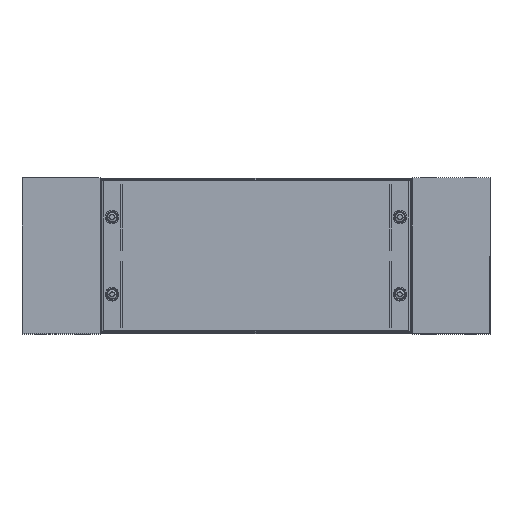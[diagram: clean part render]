
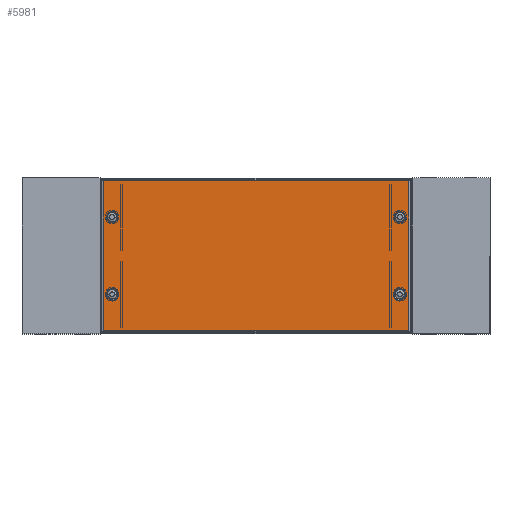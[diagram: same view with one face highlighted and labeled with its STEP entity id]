
A CAD part, top view. The second image highlights one B-rep face of the part: STEP entity #5981.
In plain terms, the highlighted planar face has unit normal (0, 0, 1).
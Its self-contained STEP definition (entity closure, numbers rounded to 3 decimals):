
#90 = DIRECTION ( 'NONE',  ( -1., 0., 0. ) ) ;
#196 = ORIENTED_EDGE ( 'NONE', *, *, #3213, .T. ) ;
#244 = AXIS2_PLACEMENT_3D ( 'NONE', #997, #4799, #1542 ) ;
#301 = AXIS2_PLACEMENT_3D ( 'NONE', #2493, #6305, #3035 ) ;
#384 = VECTOR ( 'NONE', #1421, 1000. ) ;
#405 = CARTESIAN_POINT ( 'NONE',  ( 192.009, 49.5, 0.75 ) ) ;
#553 = LINE ( 'NONE', #4675, #384 ) ;
#595 = FACE_BOUND ( 'NONE', #2554, .T. ) ;
#701 = ORIENTED_EDGE ( 'NONE', *, *, #1676, .T. ) ;
#772 = VERTEX_POINT ( 'NONE', #1755 ) ;
#927 = CARTESIAN_POINT ( 'NONE',  ( 0., 0., 0.75 ) ) ;
#997 = CARTESIAN_POINT ( 'NONE',  ( 184.5, -49.5, 0.75 ) ) ;
#1041 = CARTESIAN_POINT ( 'NONE',  ( -196., -96., 0.75 ) ) ;
#1189 = EDGE_CURVE ( 'NONE', #2248, #3739, #4213, .T. ) ;
#1213 = CARTESIAN_POINT ( 'NONE',  ( 176.991, 49.5, 0.75 ) ) ;
#1273 = ORIENTED_EDGE ( 'NONE', *, *, #3388, .T. ) ;
#1309 = VECTOR ( 'NONE', #90, 1000. ) ;
#1379 = ORIENTED_EDGE ( 'NONE', *, *, #1437, .T. ) ;
#1421 = DIRECTION ( 'NONE',  ( 0., -1., 0. ) ) ;
#1437 = EDGE_CURVE ( 'NONE', #6531, #3970, #2755, .T. ) ;
#1460 = CARTESIAN_POINT ( 'NONE',  ( 192.009, -49.5, 0.75 ) ) ;
#1471 = VERTEX_POINT ( 'NONE', #1213 ) ;
#1478 = DIRECTION ( 'NONE',  ( 0., 0., -1. ) ) ;
#1517 = EDGE_CURVE ( 'NONE', #3064, #772, #6756, .T. ) ;
#1532 = ORIENTED_EDGE ( 'NONE', *, *, #2355, .T. ) ;
#1542 = DIRECTION ( 'NONE',  ( -1., 0., 0. ) ) ;
#1644 = EDGE_LOOP ( 'NONE', ( #1273, #2392 ) ) ;
#1676 = EDGE_CURVE ( 'NONE', #3970, #2248, #553, .T. ) ;
#1696 = CIRCLE ( 'NONE', #6861, 7.509 ) ;
#1755 = CARTESIAN_POINT ( 'NONE',  ( -192.009, -49.5, 0.75 ) ) ;
#1824 = DIRECTION ( 'NONE',  ( 0., 0., -1. ) ) ;
#1923 = DIRECTION ( 'NONE',  ( 0., 0., -1. ) ) ;
#1945 = CARTESIAN_POINT ( 'NONE',  ( 196., 96., 0.75 ) ) ;
#1995 = EDGE_LOOP ( 'NONE', ( #3774, #4937 ) ) ;
#2048 = FACE_BOUND ( 'NONE', #3976, .T. ) ;
#2063 = DIRECTION ( 'NONE',  ( 0., 0., -1. ) ) ;
#2151 = AXIS2_PLACEMENT_3D ( 'NONE', #5922, #2675, #6491 ) ;
#2217 = EDGE_CURVE ( 'NONE', #1471, #3338, #6318, .T. ) ;
#2222 = DIRECTION ( 'NONE',  ( 0., 1., 0. ) ) ;
#2248 = VERTEX_POINT ( 'NONE', #1041 ) ;
#2322 = AXIS2_PLACEMENT_3D ( 'NONE', #5068, #1824, #5594 ) ;
#2355 = EDGE_CURVE ( 'NONE', #3739, #6531, #5445, .T. ) ;
#2392 = ORIENTED_EDGE ( 'NONE', *, *, #4397, .T. ) ;
#2403 = CARTESIAN_POINT ( 'NONE',  ( -184.5, 49.5, 0.75 ) ) ;
#2441 = CARTESIAN_POINT ( 'NONE',  ( -184.5, -49.5, 0.75 ) ) ;
#2448 = CARTESIAN_POINT ( 'NONE',  ( 196., -96., 0.75 ) ) ;
#2493 = CARTESIAN_POINT ( 'NONE',  ( 184.5, -49.5, 0.75 ) ) ;
#2554 = EDGE_LOOP ( 'NONE', ( #5885, #3135 ) ) ;
#2675 = DIRECTION ( 'NONE',  ( 0., 0., -1. ) ) ;
#2755 = LINE ( 'NONE', #6088, #1309 ) ;
#2942 = DIRECTION ( 'NONE',  ( -1., 0., 0. ) ) ;
#2957 = VECTOR ( 'NONE', #4234, 1000. ) ;
#2992 = DIRECTION ( 'NONE',  ( -1., 0., 0. ) ) ;
#3035 = DIRECTION ( 'NONE',  ( -1., 0., 0. ) ) ;
#3062 = VERTEX_POINT ( 'NONE', #5557 ) ;
#3064 = VERTEX_POINT ( 'NONE', #4486 ) ;
#3135 = ORIENTED_EDGE ( 'NONE', *, *, #7022, .T. ) ;
#3182 = EDGE_CURVE ( 'NONE', #3062, #6959, #4048, .T. ) ;
#3213 = EDGE_CURVE ( 'NONE', #772, #3064, #3220, .T. ) ;
#3220 = CIRCLE ( 'NONE', #6697, 7.509 ) ;
#3296 = FACE_BOUND ( 'NONE', #1995, .T. ) ;
#3338 = VERTEX_POINT ( 'NONE', #405 ) ;
#3388 = EDGE_CURVE ( 'NONE', #3810, #3721, #5844, .T. ) ;
#3469 = FACE_OUTER_BOUND ( 'NONE', #5227, .T. ) ;
#3721 = VERTEX_POINT ( 'NONE', #5158 ) ;
#3739 = VERTEX_POINT ( 'NONE', #2448 ) ;
#3774 = ORIENTED_EDGE ( 'NONE', *, *, #5996, .T. ) ;
#3776 = AXIS2_PLACEMENT_3D ( 'NONE', #2403, #6203, #2942 ) ;
#3810 = VERTEX_POINT ( 'NONE', #1460 ) ;
#3921 = ORIENTED_EDGE ( 'NONE', *, *, #1517, .T. ) ;
#3970 = VERTEX_POINT ( 'NONE', #5367 ) ;
#3976 = EDGE_LOOP ( 'NONE', ( #3921, #196 ) ) ;
#4048 = CIRCLE ( 'NONE', #3776, 7.509 ) ;
#4213 = LINE ( 'NONE', #4806, #2957 ) ;
#4234 = DIRECTION ( 'NONE',  ( 1., 0., 0. ) ) ;
#4397 = EDGE_CURVE ( 'NONE', #3721, #3810, #4981, .T. ) ;
#4486 = CARTESIAN_POINT ( 'NONE',  ( -176.991, -49.5, 0.75 ) ) ;
#4594 = AXIS2_PLACEMENT_3D ( 'NONE', #5152, #1923, #5690 ) ;
#4675 = CARTESIAN_POINT ( 'NONE',  ( -196., 0., 0.75 ) ) ;
#4734 = PLANE ( 'NONE',  #6516 ) ;
#4749 = FACE_BOUND ( 'NONE', #1644, .T. ) ;
#4799 = DIRECTION ( 'NONE',  ( 0., 0., -1. ) ) ;
#4806 = CARTESIAN_POINT ( 'NONE',  ( 0., -96., 0.75 ) ) ;
#4933 = CARTESIAN_POINT ( 'NONE',  ( 196., 0., 0.75 ) ) ;
#4937 = ORIENTED_EDGE ( 'NONE', *, *, #2217, .T. ) ;
#4981 = CIRCLE ( 'NONE', #301, 7.509 ) ;
#5067 = CARTESIAN_POINT ( 'NONE',  ( -192.009, 49.5, 0.75 ) ) ;
#5068 = CARTESIAN_POINT ( 'NONE',  ( -184.5, -49.5, 0.75 ) ) ;
#5152 = CARTESIAN_POINT ( 'NONE',  ( -184.5, 49.5, 0.75 ) ) ;
#5158 = CARTESIAN_POINT ( 'NONE',  ( 176.991, -49.5, 0.75 ) ) ;
#5227 = EDGE_LOOP ( 'NONE', ( #1379, #701, #5705, #1532 ) ) ;
#5262 = DIRECTION ( 'NONE',  ( -1., 0., 0. ) ) ;
#5293 = CARTESIAN_POINT ( 'NONE',  ( 184.5, 49.5, 0.75 ) ) ;
#5367 = CARTESIAN_POINT ( 'NONE',  ( -196., 96., 0.75 ) ) ;
#5445 = LINE ( 'NONE', #4933, #6897 ) ;
#5557 = CARTESIAN_POINT ( 'NONE',  ( -176.991, 49.5, 0.75 ) ) ;
#5594 = DIRECTION ( 'NONE',  ( -1., 0., 0. ) ) ;
#5690 = DIRECTION ( 'NONE',  ( -1., 0., 0. ) ) ;
#5705 = ORIENTED_EDGE ( 'NONE', *, *, #1189, .T. ) ;
#5835 = DIRECTION ( 'NONE',  ( -1., 0., 0. ) ) ;
#5844 = CIRCLE ( 'NONE', #244, 7.509 ) ;
#5885 = ORIENTED_EDGE ( 'NONE', *, *, #3182, .T. ) ;
#5922 = CARTESIAN_POINT ( 'NONE',  ( 184.5, 49.5, 0.75 ) ) ;
#5981 = ADVANCED_FACE ( 'NONE', ( #3469, #595, #2048, #4749, #3296 ), #4734, .F. ) ;
#5996 = EDGE_CURVE ( 'NONE', #3338, #1471, #1696, .T. ) ;
#6088 = CARTESIAN_POINT ( 'NONE',  ( 0., 96., 0.75 ) ) ;
#6195 = CIRCLE ( 'NONE', #4594, 7.509 ) ;
#6203 = DIRECTION ( 'NONE',  ( 0., 0., -1. ) ) ;
#6255 = DIRECTION ( 'NONE',  ( 0., 0., -1. ) ) ;
#6305 = DIRECTION ( 'NONE',  ( 0., 0., -1. ) ) ;
#6318 = CIRCLE ( 'NONE', #2151, 7.509 ) ;
#6491 = DIRECTION ( 'NONE',  ( -1., 0., 0. ) ) ;
#6516 = AXIS2_PLACEMENT_3D ( 'NONE', #927, #1478, #5262 ) ;
#6531 = VERTEX_POINT ( 'NONE', #1945 ) ;
#6697 = AXIS2_PLACEMENT_3D ( 'NONE', #2441, #6255, #2992 ) ;
#6756 = CIRCLE ( 'NONE', #2322, 7.509 ) ;
#6861 = AXIS2_PLACEMENT_3D ( 'NONE', #5293, #2063, #5835 ) ;
#6897 = VECTOR ( 'NONE', #2222, 1000. ) ;
#6959 = VERTEX_POINT ( 'NONE', #5067 ) ;
#7022 = EDGE_CURVE ( 'NONE', #6959, #3062, #6195, .T. ) ;
